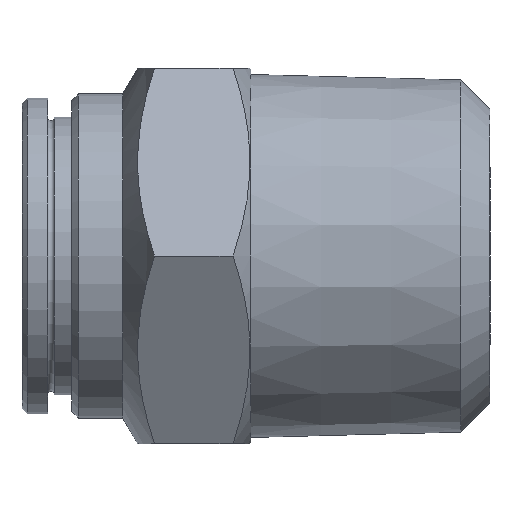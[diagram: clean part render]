
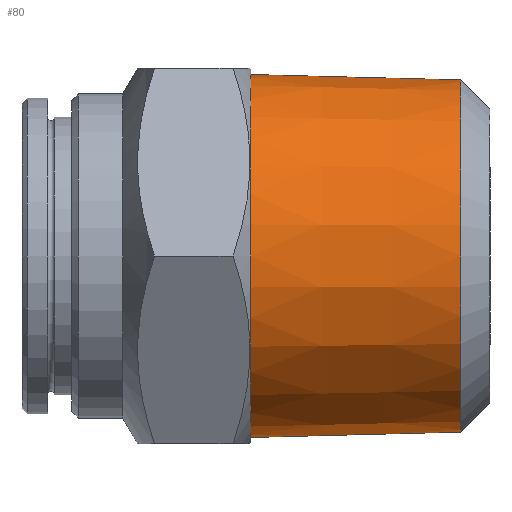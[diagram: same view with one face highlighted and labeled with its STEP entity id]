
A CAD part, left-side view. The second image highlights one B-rep face of the part: STEP entity #80.
In plain terms, the highlighted conical face has half-angle 1.47 degrees and reference radius 10.626 mm.
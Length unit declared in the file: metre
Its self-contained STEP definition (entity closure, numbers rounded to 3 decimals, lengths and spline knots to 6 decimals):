
#80 = ADVANCED_FACE( 'NONE', ( #191, #192 ), #193, .T. );
#191 = FACE_OUTER_BOUND( '', #342, .T. );
#192 = FACE_BOUND( '', #343, .T. );
#193 = CONICAL_SURFACE( '', #344, 0.010626, 0.026 );
#342 = EDGE_LOOP( '', ( #512 ) );
#343 = EDGE_LOOP( '', ( #513 ) );
#344 = AXIS2_PLACEMENT_3D( '', #514, #515, #516 );
#512 = ORIENTED_EDGE( '', *, *, #842, .T. );
#513 = ORIENTED_EDGE( '', *, *, #843, .F. );
#514 = CARTESIAN_POINT( '', ( 0., 0.014, 0. ) );
#515 = DIRECTION( '', ( 0., 1., 0. ) );
#516 = DIRECTION( '', ( 0., 0., 1. ) );
#842 = EDGE_CURVE( 'NONE', #995, #995, #996, .T. );
#843 = EDGE_CURVE( 'NONE', #997, #997, #998, .T. );
#995 = VERTEX_POINT( '', #1235 );
#996 = CIRCLE( '', #1236, 0.010626 );
#997 = VERTEX_POINT( '', #1237 );
#998 = CIRCLE( '', #1238, 0.010311 );
#1235 = CARTESIAN_POINT( '', ( 0., 0.014, -0.010626 ) );
#1236 = AXIS2_PLACEMENT_3D( '', #1580, #1581, #1582 );
#1237 = CARTESIAN_POINT( '', ( 0., 0.0017, -0.010311 ) );
#1238 = AXIS2_PLACEMENT_3D( '', #1583, #1584, #1585 );
#1580 = CARTESIAN_POINT( '', ( 0., 0.014, 0. ) );
#1581 = DIRECTION( '', ( 0., -1., 0. ) );
#1582 = DIRECTION( '', ( 0., 0., -1. ) );
#1583 = CARTESIAN_POINT( '', ( 0., 0.0017, 0. ) );
#1584 = DIRECTION( '', ( 0., -1., 0. ) );
#1585 = DIRECTION( '', ( 0., 0., -1. ) );
